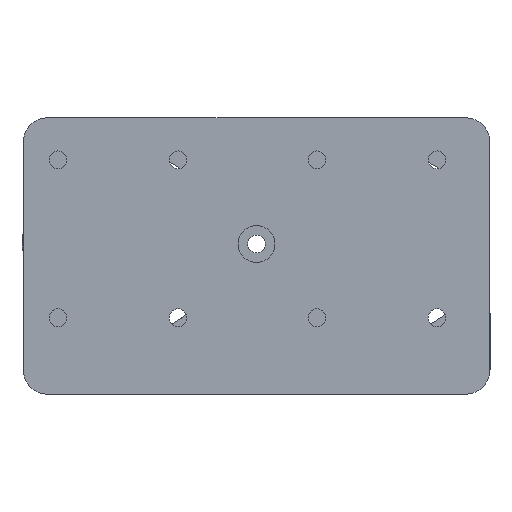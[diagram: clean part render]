
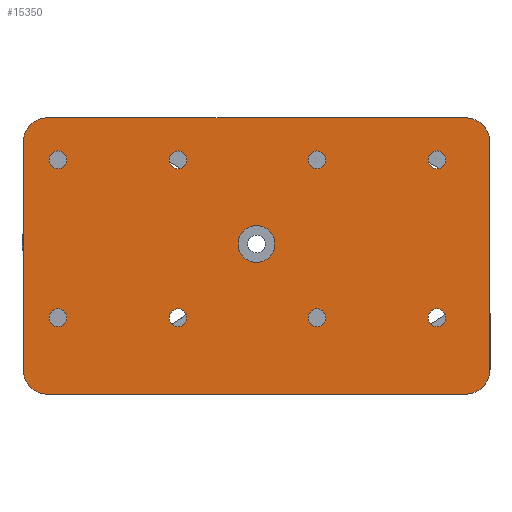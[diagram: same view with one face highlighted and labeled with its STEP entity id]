
A CAD part, front view. The second image highlights one B-rep face of the part: STEP entity #15350.
In plain terms, the highlighted face is planar.
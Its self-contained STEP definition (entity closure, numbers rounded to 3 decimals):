
#806=CIRCLE('',#16548,3.);
#808=CIRCLE('',#16557,4.);
#809=CIRCLE('',#16558,4.);
#810=CIRCLE('',#16559,4.);
#811=CIRCLE('',#16560,4.);
#812=CIRCLE('',#16561,1.45);
#813=CIRCLE('',#16562,1.45);
#814=CIRCLE('',#16563,1.45);
#815=CIRCLE('',#16564,1.45);
#816=CIRCLE('',#16565,1.45);
#817=CIRCLE('',#16566,1.45);
#818=CIRCLE('',#16567,1.45);
#819=CIRCLE('',#16568,1.45);
#948=FACE_BOUND('',#2783,.T.);
#949=FACE_BOUND('',#2784,.T.);
#950=FACE_BOUND('',#2785,.T.);
#951=FACE_BOUND('',#2786,.T.);
#952=FACE_BOUND('',#2787,.T.);
#953=FACE_BOUND('',#2788,.T.);
#954=FACE_BOUND('',#2789,.T.);
#955=FACE_BOUND('',#2790,.T.);
#956=FACE_BOUND('',#2791,.T.);
#1865=FACE_OUTER_BOUND('',#2782,.T.);
#2782=EDGE_LOOP('',(#12661,#12662,#12663,#12664,#12665,#12666,#12667,#12668));
#2783=EDGE_LOOP('',(#12669));
#2784=EDGE_LOOP('',(#12670));
#2785=EDGE_LOOP('',(#12671));
#2786=EDGE_LOOP('',(#12672));
#2787=EDGE_LOOP('',(#12673));
#2788=EDGE_LOOP('',(#12674));
#2789=EDGE_LOOP('',(#12675));
#2790=EDGE_LOOP('',(#12676));
#2791=EDGE_LOOP('',(#12677));
#4088=LINE('',#28720,#5670);
#4089=LINE('',#28724,#5671);
#4090=LINE('',#28728,#5672);
#4091=LINE('',#28731,#5673);
#5670=VECTOR('',#19364,10.);
#5671=VECTOR('',#19367,10.);
#5672=VECTOR('',#19370,10.);
#5673=VECTOR('',#19373,10.);
#7206=VERTEX_POINT('',#28683);
#7216=VERTEX_POINT('',#28716);
#7217=VERTEX_POINT('',#28717);
#7218=VERTEX_POINT('',#28719);
#7219=VERTEX_POINT('',#28721);
#7220=VERTEX_POINT('',#28723);
#7221=VERTEX_POINT('',#28725);
#7222=VERTEX_POINT('',#28727);
#7223=VERTEX_POINT('',#28729);
#7224=VERTEX_POINT('',#28732);
#7225=VERTEX_POINT('',#28734);
#7226=VERTEX_POINT('',#28736);
#7227=VERTEX_POINT('',#28738);
#7228=VERTEX_POINT('',#28740);
#7229=VERTEX_POINT('',#28742);
#7230=VERTEX_POINT('',#28744);
#7231=VERTEX_POINT('',#28746);
#9100=EDGE_CURVE('',#7206,#7206,#806,.T.);
#9116=EDGE_CURVE('',#7216,#7217,#808,.T.);
#9117=EDGE_CURVE('',#7216,#7218,#4088,.T.);
#9118=EDGE_CURVE('',#7219,#7218,#809,.T.);
#9119=EDGE_CURVE('',#7219,#7220,#4089,.T.);
#9120=EDGE_CURVE('',#7221,#7220,#810,.T.);
#9121=EDGE_CURVE('',#7221,#7222,#4090,.T.);
#9122=EDGE_CURVE('',#7223,#7222,#811,.T.);
#9123=EDGE_CURVE('',#7223,#7217,#4091,.T.);
#9124=EDGE_CURVE('',#7224,#7224,#812,.T.);
#9125=EDGE_CURVE('',#7225,#7225,#813,.T.);
#9126=EDGE_CURVE('',#7226,#7226,#814,.T.);
#9127=EDGE_CURVE('',#7227,#7227,#815,.T.);
#9128=EDGE_CURVE('',#7228,#7228,#816,.T.);
#9129=EDGE_CURVE('',#7229,#7229,#817,.T.);
#9130=EDGE_CURVE('',#7230,#7230,#818,.T.);
#9131=EDGE_CURVE('',#7231,#7231,#819,.T.);
#12661=ORIENTED_EDGE('',*,*,#9116,.F.);
#12662=ORIENTED_EDGE('',*,*,#9117,.T.);
#12663=ORIENTED_EDGE('',*,*,#9118,.F.);
#12664=ORIENTED_EDGE('',*,*,#9119,.T.);
#12665=ORIENTED_EDGE('',*,*,#9120,.F.);
#12666=ORIENTED_EDGE('',*,*,#9121,.T.);
#12667=ORIENTED_EDGE('',*,*,#9122,.F.);
#12668=ORIENTED_EDGE('',*,*,#9123,.T.);
#12669=ORIENTED_EDGE('',*,*,#9100,.T.);
#12670=ORIENTED_EDGE('',*,*,#9124,.T.);
#12671=ORIENTED_EDGE('',*,*,#9125,.T.);
#12672=ORIENTED_EDGE('',*,*,#9126,.T.);
#12673=ORIENTED_EDGE('',*,*,#9127,.T.);
#12674=ORIENTED_EDGE('',*,*,#9128,.T.);
#12675=ORIENTED_EDGE('',*,*,#9129,.T.);
#12676=ORIENTED_EDGE('',*,*,#9130,.T.);
#12677=ORIENTED_EDGE('',*,*,#9131,.T.);
#14551=PLANE('',#16556);
#15350=ADVANCED_FACE('',(#1865,#948,#949,#950,#951,#952,#953,#954,#955,
#956),#14551,.T.);
#16548=AXIS2_PLACEMENT_3D('',#28684,#19330,#19331);
#16556=AXIS2_PLACEMENT_3D('',#28715,#19360,#19361);
#16557=AXIS2_PLACEMENT_3D('',#28718,#19362,#19363);
#16558=AXIS2_PLACEMENT_3D('',#28722,#19365,#19366);
#16559=AXIS2_PLACEMENT_3D('',#28726,#19368,#19369);
#16560=AXIS2_PLACEMENT_3D('',#28730,#19371,#19372);
#16561=AXIS2_PLACEMENT_3D('',#28733,#19374,#19375);
#16562=AXIS2_PLACEMENT_3D('',#28735,#19376,#19377);
#16563=AXIS2_PLACEMENT_3D('',#28737,#19378,#19379);
#16564=AXIS2_PLACEMENT_3D('',#28739,#19380,#19381);
#16565=AXIS2_PLACEMENT_3D('',#28741,#19382,#19383);
#16566=AXIS2_PLACEMENT_3D('',#28743,#19384,#19385);
#16567=AXIS2_PLACEMENT_3D('',#28745,#19386,#19387);
#16568=AXIS2_PLACEMENT_3D('',#28747,#19388,#19389);
#19330=DIRECTION('center_axis',(0.,0.,-1.));
#19331=DIRECTION('ref_axis',(1.,0.,0.));
#19360=DIRECTION('center_axis',(0.,0.,1.));
#19361=DIRECTION('ref_axis',(1.,0.,0.));
#19362=DIRECTION('center_axis',(0.,0.,-1.));
#19363=DIRECTION('ref_axis',(-0.707,0.707,0.));
#19364=DIRECTION('',(0.,-1.,0.));
#19365=DIRECTION('center_axis',(0.,0.,-1.));
#19366=DIRECTION('ref_axis',(-0.707,-0.707,0.));
#19367=DIRECTION('',(1.,0.,0.));
#19368=DIRECTION('center_axis',(0.,0.,-1.));
#19369=DIRECTION('ref_axis',(0.707,-0.707,0.));
#19370=DIRECTION('',(0.,1.,0.));
#19371=DIRECTION('center_axis',(0.,0.,-1.));
#19372=DIRECTION('ref_axis',(0.707,0.707,0.));
#19373=DIRECTION('',(-1.,0.,0.));
#19374=DIRECTION('center_axis',(0.,0.,-1.));
#19375=DIRECTION('ref_axis',(-1.,0.,0.));
#19376=DIRECTION('center_axis',(0.,0.,-1.));
#19377=DIRECTION('ref_axis',(-1.,0.,0.));
#19378=DIRECTION('center_axis',(0.,0.,-1.));
#19379=DIRECTION('ref_axis',(-1.,0.,0.));
#19380=DIRECTION('center_axis',(0.,0.,-1.));
#19381=DIRECTION('ref_axis',(-1.,0.,0.));
#19382=DIRECTION('center_axis',(0.,0.,-1.));
#19383=DIRECTION('ref_axis',(-1.,0.,0.));
#19384=DIRECTION('center_axis',(0.,0.,-1.));
#19385=DIRECTION('ref_axis',(-1.,0.,0.));
#19386=DIRECTION('center_axis',(0.,0.,-1.));
#19387=DIRECTION('ref_axis',(-1.,0.,0.));
#19388=DIRECTION('center_axis',(0.,0.,-1.));
#19389=DIRECTION('ref_axis',(-1.,0.,0.));
#28683=CARTESIAN_POINT('',(-22.6,0.,4.));
#28684=CARTESIAN_POINT('Origin',(-19.6,0.,4.));
#28715=CARTESIAN_POINT('Origin',(-19.6,-1.95,4.));
#28716=CARTESIAN_POINT('',(-57.6,16.55,4.));
#28717=CARTESIAN_POINT('',(-53.6,20.55,4.));
#28718=CARTESIAN_POINT('Origin',(-53.6,16.55,4.));
#28719=CARTESIAN_POINT('',(-57.6,-20.45,4.));
#28720=CARTESIAN_POINT('',(-57.6,-24.45,4.));
#28721=CARTESIAN_POINT('',(-53.6,-24.45,4.));
#28722=CARTESIAN_POINT('Origin',(-53.6,-20.45,4.));
#28723=CARTESIAN_POINT('',(14.4,-24.45,4.));
#28724=CARTESIAN_POINT('',(18.4,-24.45,4.));
#28725=CARTESIAN_POINT('',(18.4,-20.45,4.));
#28726=CARTESIAN_POINT('Origin',(14.4,-20.45,4.));
#28727=CARTESIAN_POINT('',(18.4,16.55,4.));
#28728=CARTESIAN_POINT('',(18.4,20.55,4.));
#28729=CARTESIAN_POINT('',(14.4,20.55,4.));
#28730=CARTESIAN_POINT('Origin',(14.4,16.55,4.));
#28731=CARTESIAN_POINT('',(-57.6,20.55,4.));
#28732=CARTESIAN_POINT('',(8.325,-12.,4.));
#28733=CARTESIAN_POINT('Origin',(9.775,-12.,4.));
#28734=CARTESIAN_POINT('',(8.325,13.7,4.));
#28735=CARTESIAN_POINT('Origin',(9.775,13.7,4.));
#28736=CARTESIAN_POINT('',(-33.825,13.7,4.));
#28737=CARTESIAN_POINT('Origin',(-32.375,13.7,4.));
#28738=CARTESIAN_POINT('',(-53.375,-12.,4.));
#28739=CARTESIAN_POINT('Origin',(-51.925,-12.,4.));
#28740=CARTESIAN_POINT('',(-53.375,13.7,4.));
#28741=CARTESIAN_POINT('Origin',(-51.925,13.7,4.));
#28742=CARTESIAN_POINT('',(-33.825,-12.,4.));
#28743=CARTESIAN_POINT('Origin',(-32.375,-12.,4.));
#28744=CARTESIAN_POINT('',(-11.225,13.7,4.));
#28745=CARTESIAN_POINT('Origin',(-9.775,13.7,4.));
#28746=CARTESIAN_POINT('',(-11.225,-12.,4.));
#28747=CARTESIAN_POINT('Origin',(-9.775,-12.,4.));
